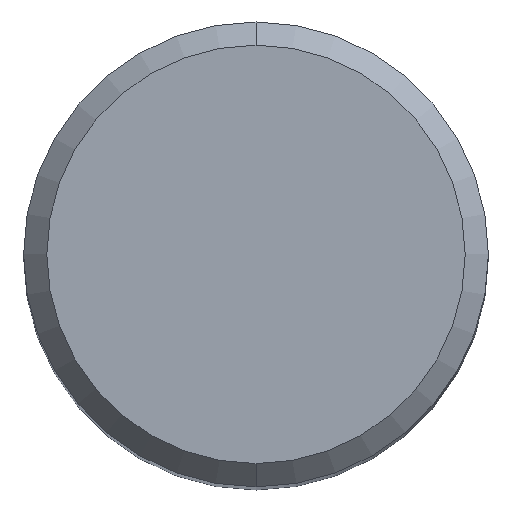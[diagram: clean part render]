
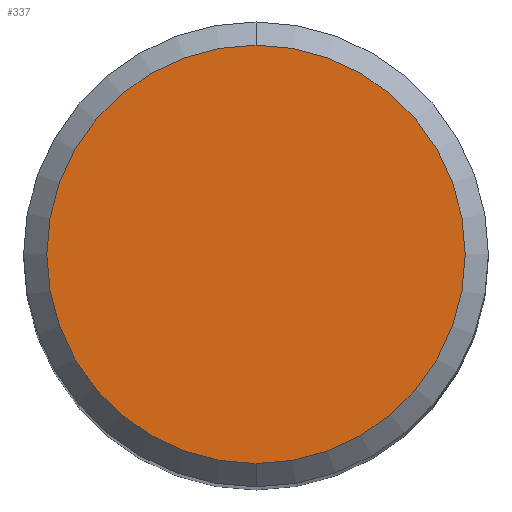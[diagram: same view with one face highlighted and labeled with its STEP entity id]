
A CAD part, top view. The second image highlights one B-rep face of the part: STEP entity #337.
In plain terms, the highlighted planar face has unit normal (0, 0, 1).
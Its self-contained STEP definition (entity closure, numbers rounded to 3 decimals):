
#237=VERTEX_POINT('',#537);
#337=ADVANCED_FACE('',(#644),#645,.T.);
#363=VERTEX_POINT('',#675);
#375=EDGE_CURVE('',#237,#363,#687,.T.);
#421=EDGE_CURVE('',#363,#237,#738,.T.);
#537=CARTESIAN_POINT('',(0.,-4.5,0.0));
#644=FACE_OUTER_BOUND('',#1190,.T.);
#645=PLANE('',#1191);
#675=CARTESIAN_POINT('',(0.0,4.5,0.0));
#687=CIRCLE('',#1268,4.5);
#738=CIRCLE('',#1386,4.5);
#1190=EDGE_LOOP('',(#1622,#1623));
#1191=AXIS2_PLACEMENT_3D('',#1624,#1625,#1626);
#1268=AXIS2_PLACEMENT_3D('',#1668,#1669,#1670);
#1386=AXIS2_PLACEMENT_3D('',#1726,#1727,#1728);
#1622=ORIENTED_EDGE('',*,*,#421,.F.);
#1623=ORIENTED_EDGE('',*,*,#375,.F.);
#1624=CARTESIAN_POINT('',(0.0,2.25,0.0));
#1625=DIRECTION('',(-0.0,0.0,1.0));
#1626=DIRECTION('',(0.0,-1.0,0.0));
#1668=CARTESIAN_POINT('',(0.0,0.0,0.0));
#1669=DIRECTION('',(0.0,0.0,-1.0));
#1670=DIRECTION('',(0.0,1.0,0.0));
#1726=CARTESIAN_POINT('',(0.0,0.0,0.0));
#1727=DIRECTION('',(0.0,0.0,-1.0));
#1728=DIRECTION('',(0.0,1.0,0.0));
